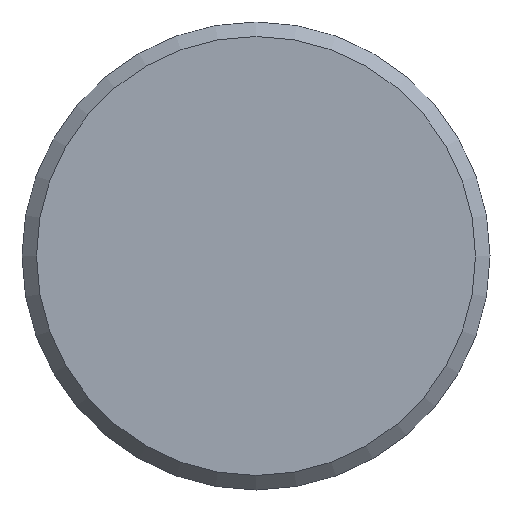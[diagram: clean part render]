
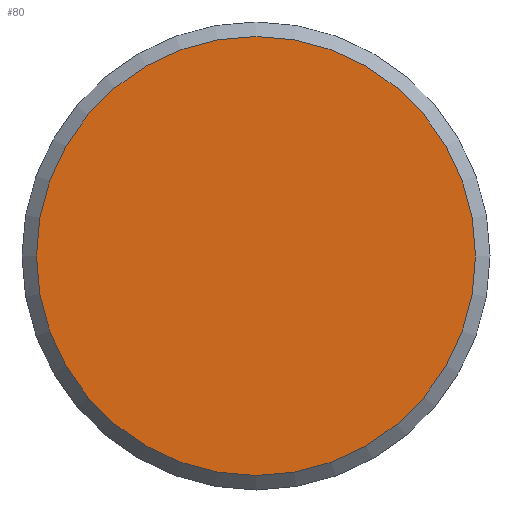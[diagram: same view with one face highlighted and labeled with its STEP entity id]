
A CAD part, left-side view. The second image highlights one B-rep face of the part: STEP entity #80.
In plain terms, the highlighted planar face has unit normal (-1, 0, 0).
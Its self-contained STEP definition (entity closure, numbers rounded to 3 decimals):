
#80 = ADVANCED_FACE( '', ( #98 ), #99, .F. );
#98 = FACE_OUTER_BOUND( '', #117, .T. );
#99 = PLANE( '', #118 );
#117 = EDGE_LOOP( '', ( #146 ) );
#118 = AXIS2_PLACEMENT_3D( '', #147, #148, #149 );
#146 = ORIENTED_EDGE( '', *, *, #159, .F. );
#147 = CARTESIAN_POINT( '', ( -35., 0., 0. ) );
#148 = DIRECTION( '', ( 1., 0., 0. ) );
#149 = DIRECTION( '', ( 0., 0., -1. ) );
#159 = EDGE_CURVE( '', #170, #170, #171, .T. );
#170 = VERTEX_POINT( '', #182 );
#171 = CIRCLE( '', #183, 93.8 );
#182 = CARTESIAN_POINT( '', ( -35., 0., -93.8 ) );
#183 = AXIS2_PLACEMENT_3D( '', #199, #200, #201 );
#199 = CARTESIAN_POINT( '', ( -35., 0., 0. ) );
#200 = DIRECTION( '', ( 1., 0., 0. ) );
#201 = DIRECTION( '', ( 0., 0., -1. ) );
